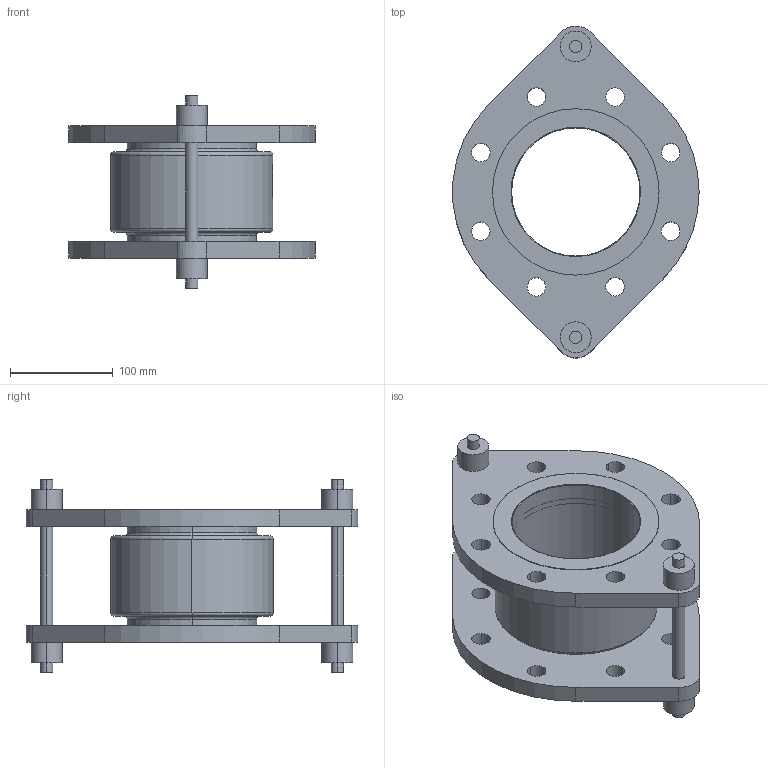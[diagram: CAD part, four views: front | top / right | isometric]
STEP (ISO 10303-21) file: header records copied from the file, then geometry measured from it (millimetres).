
FILE_DESCRIPTION (( 'STEP AP214' ), '1' );
FILE_NAME ('EPSILON-C_DN125_PN06_300_6000013635.STEP', '2021-10-18T09:58:37', ( 'axxx' ), ( 'Hewlett-Packard Company' ), 'SwSTEP 2.0', 'SolidWorks 2019', '' );
FILE_SCHEMA (( 'AUTOMOTIVE_DESIGN' ));
Length unit declared in the file: millimetre
Products named in the file (1): EPSILON-C_DN125_PN06_300_6000013635
Bounding box: 239.54 x 322.85 x 188 mm (x, y, z)
Volume: 1891842.6 mm3; surface area: 316428.6 mm2
Topology: 1 solids, 1 shells, 596 faces, 1603 edges, 1066 vertices
Faces by surface type: plane 245, bspline 243, cylinder 100, torus 8
Entity records: 32087 total; most frequent: CARTESIAN_POINT 18619, ORIENTED_EDGE 3206, DIRECTION 2016, EDGE_CURVE 1603, VERTEX_POINT 1066, VECTOR 804, LINE 804, EDGE_LOOP 691
